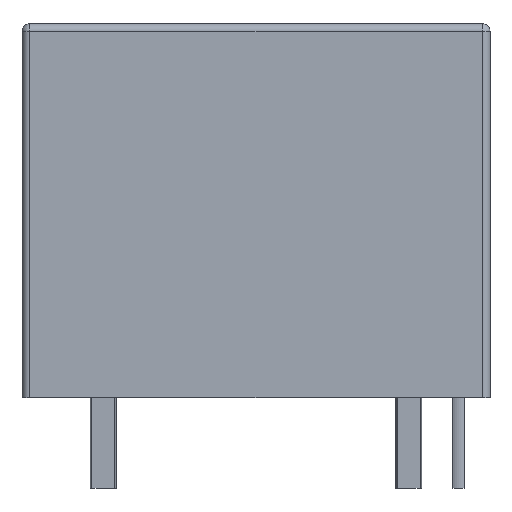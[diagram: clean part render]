
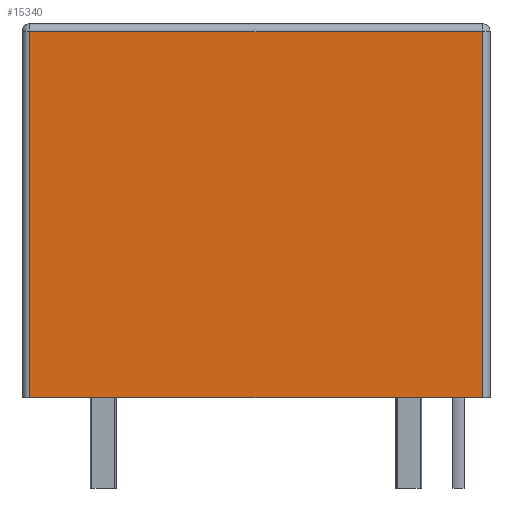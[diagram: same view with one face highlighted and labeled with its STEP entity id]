
A CAD part, front view. The second image highlights one B-rep face of the part: STEP entity #15340.
In plain terms, the highlighted planar face has unit normal (0, -1, 0).
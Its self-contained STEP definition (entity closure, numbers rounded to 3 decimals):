
#615=PLANE('',#16064);
#1378=LINE('',#20907,#2447);
#1388=LINE('',#20933,#2457);
#1389=LINE('',#20935,#2458);
#1390=LINE('',#20937,#2459);
#2447=VECTOR('',#16988,1000.);
#2457=VECTOR('',#17008,1000.);
#2458=VECTOR('',#17009,1000.);
#2459=VECTOR('',#17010,1000.);
#3636=ORIENTED_EDGE('',*,*,#6750,.T.);
#3637=ORIENTED_EDGE('',*,*,#6763,.T.);
#3638=ORIENTED_EDGE('',*,*,#6764,.T.);
#3639=ORIENTED_EDGE('',*,*,#6765,.T.);
#6750=EDGE_CURVE('',#8310,#8309,#1378,.T.);
#6763=EDGE_CURVE('',#8309,#8321,#1388,.F.);
#6764=EDGE_CURVE('',#8321,#8322,#1389,.F.);
#6765=EDGE_CURVE('',#8322,#8310,#1390,.T.);
#8309=VERTEX_POINT('',#20906);
#8310=VERTEX_POINT('',#20908);
#8321=VERTEX_POINT('',#20934);
#8322=VERTEX_POINT('',#20936);
#9150=EDGE_LOOP('',(#3636,#3637,#3638,#3639));
#9933=FACE_BOUND('',#9150,.T.);
#15340=ADVANCED_FACE('',(#9933),#615,.F.);
#16064=AXIS2_PLACEMENT_3D('',#20932,#17006,#17007);
#16988=DIRECTION('',(1.,0.,0.));
#17006=DIRECTION('',(0.,1.,0.));
#17007=DIRECTION('',(-1.,0.,0.));
#17008=DIRECTION('',(0.,0.,-1.));
#17009=DIRECTION('',(1.,0.,0.));
#17010=DIRECTION('',(0.,0.,-1.));
#20906=CARTESIAN_POINT('',(9.039,-7.544,0.));
#20907=CARTESIAN_POINT('',(-9.347,-7.544,0.));
#20908=CARTESIAN_POINT('',(-9.039,-7.544,0.));
#20932=CARTESIAN_POINT('',(-9.347,-7.544,14.935));
#20933=CARTESIAN_POINT('',(9.039,-7.544,14.935));
#20934=CARTESIAN_POINT('',(9.039,-7.544,14.627));
#20935=CARTESIAN_POINT('',(-9.347,-7.544,14.627));
#20936=CARTESIAN_POINT('',(-9.039,-7.544,14.627));
#20937=CARTESIAN_POINT('',(-9.039,-7.544,14.935));
